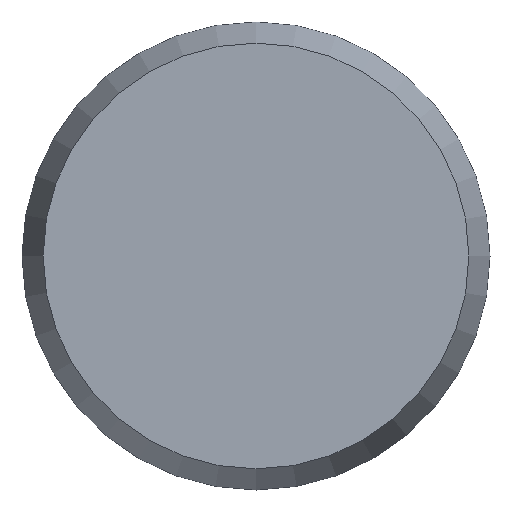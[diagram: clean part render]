
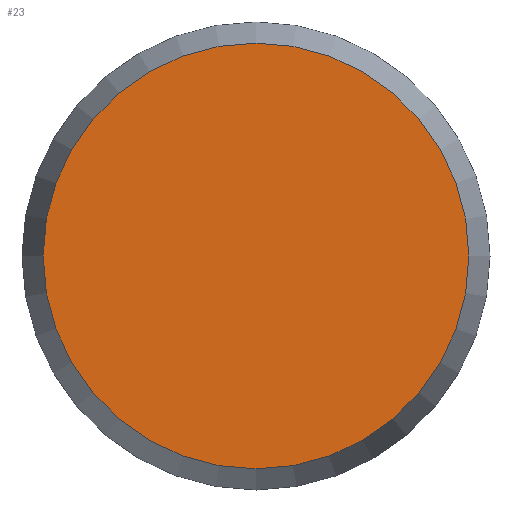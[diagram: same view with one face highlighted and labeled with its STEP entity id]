
A CAD part, left-side view. The second image highlights one B-rep face of the part: STEP entity #23.
In plain terms, the highlighted planar face has unit normal (-1, 0, 0).
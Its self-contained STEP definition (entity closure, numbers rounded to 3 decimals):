
#4 = CIRCLE ( 'NONE', #146, 55.04 ) ;
#23 = ADVANCED_FACE ( 'NONE', ( #208 ), #140, .F. ) ;
#26 = DIRECTION ( 'NONE',  ( -1., 0., 0. ) ) ;
#39 = AXIS2_PLACEMENT_3D ( 'NONE', #128, #149, #235 ) ;
#42 = VERTEX_POINT ( 'NONE', #245 ) ;
#69 = CARTESIAN_POINT ( 'NONE',  ( -20., 0., 0. ) ) ;
#76 = EDGE_CURVE ( 'NONE', #42, #105, #4, .T. ) ;
#105 = VERTEX_POINT ( 'NONE', #110 ) ;
#108 = DIRECTION ( 'NONE',  ( 0., 0., 1. ) ) ;
#110 = CARTESIAN_POINT ( 'NONE',  ( -20., 0., -55.04 ) ) ;
#128 = CARTESIAN_POINT ( 'NONE',  ( -20., 0., 0. ) ) ;
#140 = PLANE ( 'NONE',  #160 ) ;
#146 = AXIS2_PLACEMENT_3D ( 'NONE', #69, #26, #108 ) ;
#149 = DIRECTION ( 'NONE',  ( -1., 0., 0. ) ) ;
#160 = AXIS2_PLACEMENT_3D ( 'NONE', #221, #222, #187 ) ;
#162 = EDGE_CURVE ( 'NONE', #105, #42, #250, .T. ) ;
#178 = ORIENTED_EDGE ( 'NONE', *, *, #76, .T. ) ;
#185 = ORIENTED_EDGE ( 'NONE', *, *, #162, .T. ) ;
#187 = DIRECTION ( 'NONE',  ( 0., 0., -1. ) ) ;
#205 = EDGE_LOOP ( 'NONE', ( #185, #178 ) ) ;
#208 = FACE_OUTER_BOUND ( 'NONE', #205, .T. ) ;
#221 = CARTESIAN_POINT ( 'NONE',  ( -20., 0., 0. ) ) ;
#222 = DIRECTION ( 'NONE',  ( 1., 0., 0. ) ) ;
#235 = DIRECTION ( 'NONE',  ( 0., 0., 1. ) ) ;
#245 = CARTESIAN_POINT ( 'NONE',  ( -20., 0., 55.04 ) ) ;
#250 = CIRCLE ( 'NONE', #39, 55.04 ) ;
